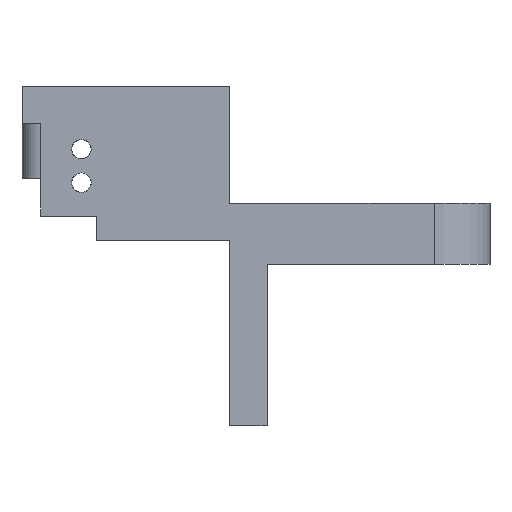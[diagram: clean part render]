
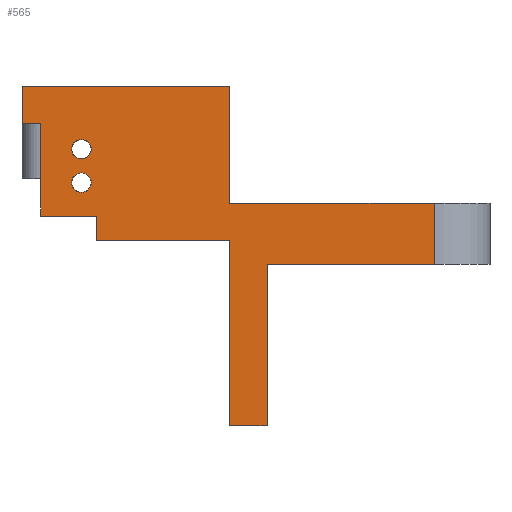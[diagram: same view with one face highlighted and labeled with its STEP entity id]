
A CAD part, front view. The second image highlights one B-rep face of the part: STEP entity #565.
In plain terms, the highlighted planar face has unit normal (0, -1, 0).
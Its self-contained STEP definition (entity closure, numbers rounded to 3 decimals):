
#35=FACE_BOUND('',#81,.T.);
#36=FACE_BOUND('',#82,.T.);
#50=FACE_OUTER_BOUND('',#80,.T.);
#80=EDGE_LOOP('',(#388,#389,#390,#391,#392,#393,#394,#395,#396,#397,#398,
#399,#400,#401));
#81=EDGE_LOOP('',(#402));
#82=EDGE_LOOP('',(#403));
#125=LINE('',#833,#177);
#126=LINE('',#836,#178);
#127=LINE('',#838,#179);
#128=LINE('',#840,#180);
#129=LINE('',#842,#181);
#130=LINE('',#844,#182);
#131=LINE('',#846,#183);
#132=LINE('',#848,#184);
#133=LINE('',#850,#185);
#134=LINE('',#852,#186);
#135=LINE('',#854,#187);
#136=LINE('',#856,#188);
#137=LINE('',#858,#189);
#138=LINE('',#859,#190);
#177=VECTOR('',#676,10.);
#178=VECTOR('',#679,10.);
#179=VECTOR('',#680,10.);
#180=VECTOR('',#681,10.);
#181=VECTOR('',#682,10.);
#182=VECTOR('',#683,10.);
#183=VECTOR('',#684,10.);
#184=VECTOR('',#685,10.);
#185=VECTOR('',#686,10.);
#186=VECTOR('',#687,10.);
#187=VECTOR('',#688,10.);
#188=VECTOR('',#689,10.);
#189=VECTOR('',#690,10.);
#190=VECTOR('',#691,10.);
#228=CIRCLE('',#620,2.625);
#229=CIRCLE('',#621,2.625);
#249=VERTEX_POINT('',#827);
#251=VERTEX_POINT('',#831);
#252=VERTEX_POINT('',#835);
#253=VERTEX_POINT('',#837);
#254=VERTEX_POINT('',#839);
#255=VERTEX_POINT('',#841);
#256=VERTEX_POINT('',#843);
#257=VERTEX_POINT('',#845);
#258=VERTEX_POINT('',#847);
#259=VERTEX_POINT('',#849);
#260=VERTEX_POINT('',#851);
#261=VERTEX_POINT('',#853);
#262=VERTEX_POINT('',#855);
#263=VERTEX_POINT('',#857);
#264=VERTEX_POINT('',#860);
#265=VERTEX_POINT('',#862);
#306=EDGE_CURVE('',#249,#251,#125,.T.);
#307=EDGE_CURVE('',#251,#252,#126,.T.);
#308=EDGE_CURVE('',#252,#253,#127,.T.);
#309=EDGE_CURVE('',#254,#253,#128,.T.);
#310=EDGE_CURVE('',#255,#254,#129,.T.);
#311=EDGE_CURVE('',#256,#255,#130,.T.);
#312=EDGE_CURVE('',#257,#256,#131,.T.);
#313=EDGE_CURVE('',#258,#257,#132,.T.);
#314=EDGE_CURVE('',#259,#258,#133,.T.);
#315=EDGE_CURVE('',#259,#260,#134,.T.);
#316=EDGE_CURVE('',#261,#260,#135,.T.);
#317=EDGE_CURVE('',#261,#262,#136,.T.);
#318=EDGE_CURVE('',#262,#263,#137,.T.);
#319=EDGE_CURVE('',#263,#249,#138,.T.);
#320=EDGE_CURVE('',#264,#264,#228,.T.);
#321=EDGE_CURVE('',#265,#265,#229,.T.);
#388=ORIENTED_EDGE('',*,*,#306,.T.);
#389=ORIENTED_EDGE('',*,*,#307,.T.);
#390=ORIENTED_EDGE('',*,*,#308,.T.);
#391=ORIENTED_EDGE('',*,*,#309,.F.);
#392=ORIENTED_EDGE('',*,*,#310,.F.);
#393=ORIENTED_EDGE('',*,*,#311,.F.);
#394=ORIENTED_EDGE('',*,*,#312,.F.);
#395=ORIENTED_EDGE('',*,*,#313,.F.);
#396=ORIENTED_EDGE('',*,*,#314,.F.);
#397=ORIENTED_EDGE('',*,*,#315,.T.);
#398=ORIENTED_EDGE('',*,*,#316,.F.);
#399=ORIENTED_EDGE('',*,*,#317,.T.);
#400=ORIENTED_EDGE('',*,*,#318,.T.);
#401=ORIENTED_EDGE('',*,*,#319,.T.);
#402=ORIENTED_EDGE('',*,*,#320,.T.);
#403=ORIENTED_EDGE('',*,*,#321,.T.);
#547=PLANE('',#619);
#565=ADVANCED_FACE('',(#50,#35,#36),#547,.T.);
#619=AXIS2_PLACEMENT_3D('',#834,#677,#678);
#620=AXIS2_PLACEMENT_3D('',#861,#692,#693);
#621=AXIS2_PLACEMENT_3D('',#863,#694,#695);
#676=DIRECTION('',(1.,0.,0.));
#677=DIRECTION('center_axis',(0.,-1.,0.));
#678=DIRECTION('ref_axis',(1.,0.,0.));
#679=DIRECTION('',(0.,0.,1.));
#680=DIRECTION('',(1.,0.,0.));
#681=DIRECTION('',(0.,0.,-1.));
#682=DIRECTION('',(1.,0.,0.));
#683=DIRECTION('',(0.,0.,-1.));
#684=DIRECTION('',(1.,0.,0.));
#685=DIRECTION('',(0.,0.,1.));
#686=DIRECTION('',(-1.,0.,0.));
#687=DIRECTION('',(0.,0.,-1.));
#688=DIRECTION('',(-1.,0.,0.));
#689=DIRECTION('',(0.,0.,-1.));
#690=DIRECTION('',(1.,0.,0.));
#691=DIRECTION('',(0.,0.,-1.));
#692=DIRECTION('center_axis',(0.,1.,0.));
#693=DIRECTION('ref_axis',(1.,0.,0.));
#694=DIRECTION('center_axis',(0.,1.,0.));
#695=DIRECTION('ref_axis',(1.,0.,0.));
#827=CARTESIAN_POINT('',(50.833,-15.,-40.));
#831=CARTESIAN_POINT('',(61.,-15.,-40.));
#833=CARTESIAN_POINT('',(58.,-15.,-40.));
#834=CARTESIAN_POINT('Origin',(-5.,-15.,10.));
#835=CARTESIAN_POINT('',(61.,-15.,3.5));
#836=CARTESIAN_POINT('',(61.,-15.,10.));
#837=CARTESIAN_POINT('',(106.,-15.,3.5));
#838=CARTESIAN_POINT('',(61.,-15.,3.5));
#839=CARTESIAN_POINT('',(106.,-15.,20.));
#840=CARTESIAN_POINT('',(106.,-15.,10.875));
#841=CARTESIAN_POINT('',(50.833,-15.,20.));
#842=CARTESIAN_POINT('',(-5.,-15.,20.));
#843=CARTESIAN_POINT('',(50.833,-15.,51.5));
#844=CARTESIAN_POINT('',(50.833,-15.,20.375));
#845=CARTESIAN_POINT('',(-5.,-15.,51.5));
#846=CARTESIAN_POINT('',(36.875,-15.,51.5));
#847=CARTESIAN_POINT('',(-5.,-15.,41.5));
#848=CARTESIAN_POINT('',(-5.,-15.,41.125));
#849=CARTESIAN_POINT('',(0.,-15.,41.5));
#850=CARTESIAN_POINT('',(8.958,-15.,41.5));
#851=CARTESIAN_POINT('',(0.,-15.,16.5));
#852=CARTESIAN_POINT('',(0.,-15.,41.5));
#853=CARTESIAN_POINT('',(15.,-15.,16.5));
#854=CARTESIAN_POINT('',(15.,-15.,16.5));
#855=CARTESIAN_POINT('',(15.,-15.,10.));
#856=CARTESIAN_POINT('',(15.,-15.,1.975));
#857=CARTESIAN_POINT('',(50.833,-15.,10.));
#858=CARTESIAN_POINT('',(-5.,-15.,10.));
#859=CARTESIAN_POINT('',(50.833,-15.,10.));
#860=CARTESIAN_POINT('',(8.375,-15.,34.5));
#861=CARTESIAN_POINT('Origin',(11.,-15.,34.5));
#862=CARTESIAN_POINT('',(8.375,-15.,25.5));
#863=CARTESIAN_POINT('Origin',(11.,-15.,25.5));
